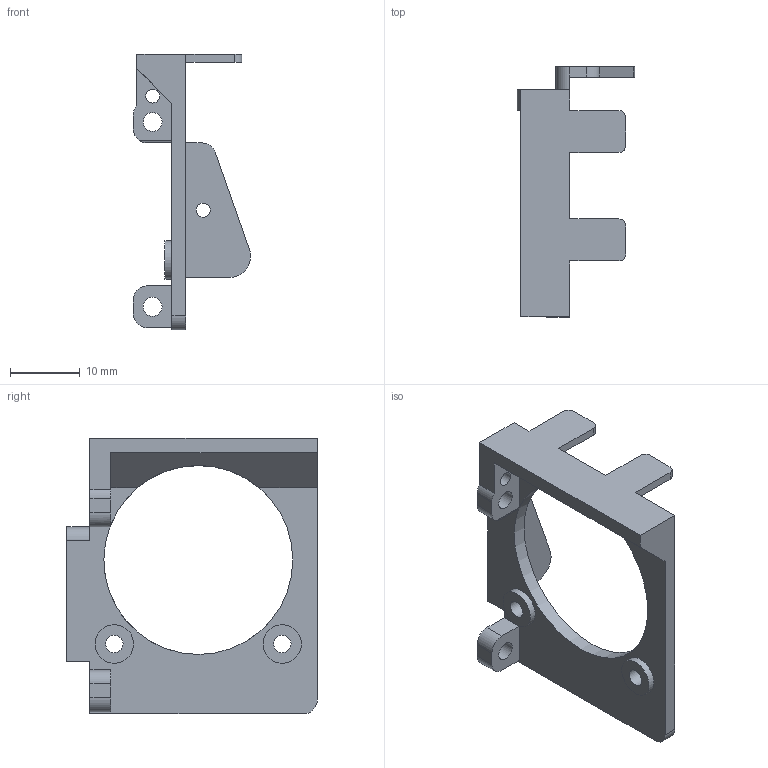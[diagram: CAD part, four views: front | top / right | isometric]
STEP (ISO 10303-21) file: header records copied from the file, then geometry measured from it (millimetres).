
FILE_DESCRIPTION(/* description */ ('STEP AP214'),/* implementation_level */ '2;1');
FILE_NAME(/* name */ 'hotend-fan-mount.step',/* time_stamp */ '2025-06-27T12:00:08+02:00',/* author */ (''),/* organization */ (''),/* preprocessor_version */ 'ST-DEVELOPER v20.1',/* originating_system */ 'Autodesk Translation Framework v14.10.0.0',/* authorisation */ '');
FILE_SCHEMA (('AUTOMOTIVE_DESIGN { 1 0 10303 214 3 1 1 }'));
Length unit declared in the file: millimetre
Products named in the file (1): ·çÉÈ¼Ü×Ó
Bounding box: 16.76 x 35.8 x 39.43 mm (x, y, z)
Volume: 2738.6 mm3; surface area: 3106.4 mm2
Topology: 1 solids, 1 shells, 53 faces, 149 edges, 99 vertices
Faces by surface type: plane 32, cylinder 21
Full cylindrical faces by diameter (mm): 2 x2, 2.5 x2, 2.7 x2, 5.5 x2, 27 x1
Entity records: 1791 total; most frequent: CARTESIAN_POINT 307, DIRECTION 301, ORIENTED_EDGE 298, EDGE_CURVE 149, LINE 103, VECTOR 103, VERTEX_POINT 99, AXIS2_PLACEMENT_3D 99
